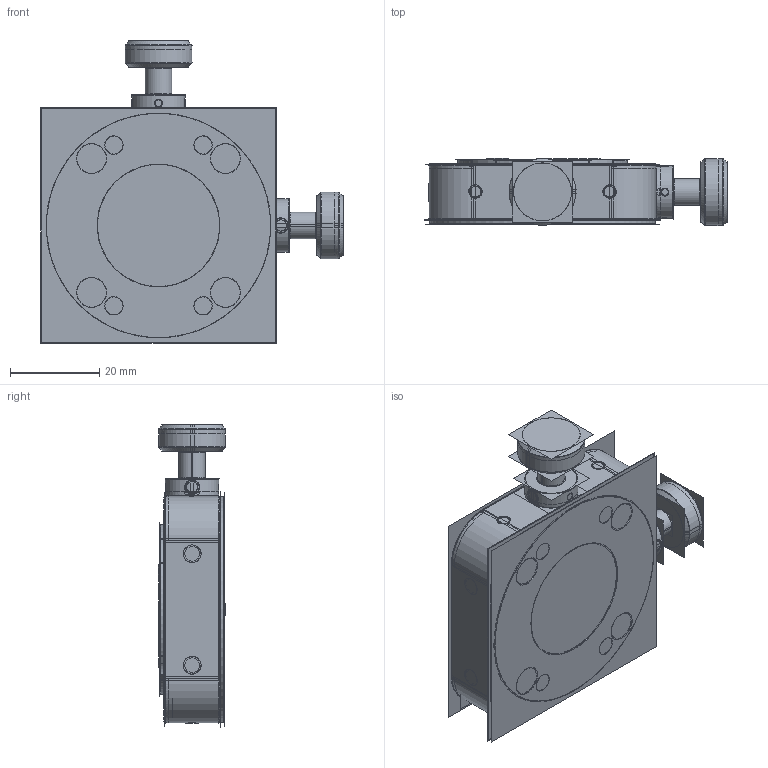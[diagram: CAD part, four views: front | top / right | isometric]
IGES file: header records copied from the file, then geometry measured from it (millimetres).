
Start section:  PTC IGES file: uc3-xym.igs
Global section: file name: uc3-xym.igs; native system: Creo Parametric by PTC Inc.; preprocessor: 2016130; author: Eric; organization: Unknown; date: 20230525.143443; units: millimetre
Bounding box: 67.84 x 15.07 x 67.84 mm (x, y, z)
Surface area: 96763.8 mm2 (no closed solid volume)
Topology: 0 solids, 0 shells, 1304 faces, 19706 edges, 25718 vertices
Faces by surface type: revolution 738, bspline 566
